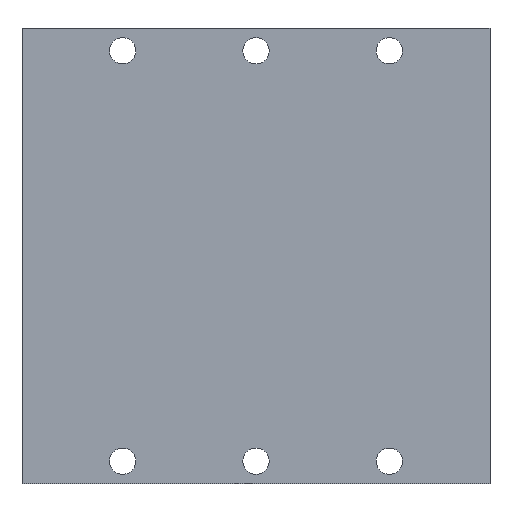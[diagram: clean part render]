
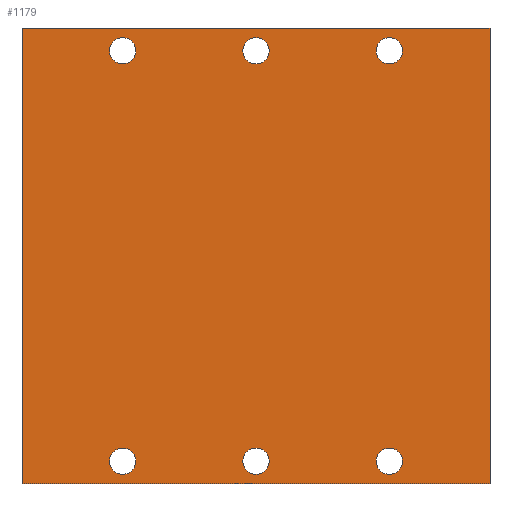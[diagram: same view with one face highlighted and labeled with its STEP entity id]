
A CAD part, front view. The second image highlights one B-rep face of the part: STEP entity #1179.
In plain terms, the highlighted planar face has unit normal (0, -1, 0).
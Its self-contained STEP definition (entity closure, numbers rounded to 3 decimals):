
#1179 = ADVANCED_FACE ( 'NONE', ( #11942, #11949, #11951, #11953, #11943, #11948, #11950 ), #2019, .F. ) ;
#1889 = VERTEX_POINT ( 'NONE', #4276 ) ;
#1890 = VERTEX_POINT ( 'NONE', #4275 ) ;
#1891 = VERTEX_POINT ( 'NONE', #4274 ) ;
#1892 = VERTEX_POINT ( 'NONE', #4273 ) ;
#2018 = CARTESIAN_POINT ( 'NONE',  ( -14.068, -87.525, -3.734 ) ) ;
#2019 = PLANE ( 'NONE',  #10288 ) ;
#2027 = DIRECTION ( 'NONE',  ( 0., 1., 0. ) ) ;
#2028 = DIRECTION ( 'NONE',  ( 0., 0., 1. ) ) ;
#2349 = CARTESIAN_POINT ( 'NONE',  ( 21.05, -87.525, 4.172 ) ) ;
#2350 = VERTEX_POINT ( 'NONE', #2349 ) ;
#2351 = CARTESIAN_POINT ( 'NONE',  ( 37.56, -87.525, 54.972 ) ) ;
#2352 = VERTEX_POINT ( 'NONE', #2351 ) ;
#2353 = CARTESIAN_POINT ( 'NONE',  ( 37.56, -87.525, 4.172 ) ) ;
#2354 = VERTEX_POINT ( 'NONE', #2353 ) ;
#2355 = CARTESIAN_POINT ( 'NONE',  ( 4.54, -87.525, 54.972 ) ) ;
#2356 = VERTEX_POINT ( 'NONE', #2355 ) ;
#2357 = CARTESIAN_POINT ( 'NONE',  ( 4.54, -87.525, 4.172 ) ) ;
#2358 = VERTEX_POINT ( 'NONE', #2357 ) ;
#2359 = CARTESIAN_POINT ( 'NONE',  ( 21.05, -87.525, 54.972 ) ) ;
#2360 = VERTEX_POINT ( 'NONE', #2359 ) ;
#2394 = DIRECTION ( 'NONE',  ( 0., 0., 1. ) ) ;
#2395 = DIRECTION ( 'NONE',  ( 0., -1., 0. ) ) ;
#2398 = DIRECTION ( 'NONE',  ( 0., 0., 1. ) ) ;
#2399 = DIRECTION ( 'NONE',  ( 0., -1., 0. ) ) ;
#2401 = DIRECTION ( 'NONE',  ( 0., 0., 1. ) ) ;
#2402 = DIRECTION ( 'NONE',  ( 0., -1., 0. ) ) ;
#2403 = CARTESIAN_POINT ( 'NONE',  ( 21.05, -87.525, 2.54 ) ) ;
#2404 = DIRECTION ( 'NONE',  ( 0., 0., 1. ) ) ;
#2405 = DIRECTION ( 'NONE',  ( 0., -1., 0. ) ) ;
#2406 = CARTESIAN_POINT ( 'NONE',  ( 37.56, -87.525, 53.34 ) ) ;
#2407 = DIRECTION ( 'NONE',  ( 0., 0., 1. ) ) ;
#2408 = DIRECTION ( 'NONE',  ( 0., -1., 0. ) ) ;
#2409 = CARTESIAN_POINT ( 'NONE',  ( 37.56, -87.525, 2.54 ) ) ;
#2410 = DIRECTION ( 'NONE',  ( 0., 0., 1. ) ) ;
#2411 = DIRECTION ( 'NONE',  ( 0., -1., 0. ) ) ;
#2412 = CARTESIAN_POINT ( 'NONE',  ( 4.54, -87.525, 53.34 ) ) ;
#2417 = DIRECTION ( 'NONE',  ( 0., 0., 1. ) ) ;
#2418 = CARTESIAN_POINT ( 'NONE',  ( -7.906, -87.525, -3.734 ) ) ;
#2419 = DIRECTION ( 'NONE',  ( 1., 0., 0. ) ) ;
#2420 = CARTESIAN_POINT ( 'NONE',  ( 0., -87.525, 56.134 ) ) ;
#2423 = DIRECTION ( 'NONE',  ( 0., 0., -1. ) ) ;
#2424 = CARTESIAN_POINT ( 'NONE',  ( 50.006, -87.525, -3.734 ) ) ;
#2425 = CARTESIAN_POINT ( 'NONE',  ( 21.05, -87.525, 53.34 ) ) ;
#2440 = CARTESIAN_POINT ( 'NONE',  ( 4.54, -87.525, 2.54 ) ) ;
#2443 = DIRECTION ( 'NONE',  ( -1., 0., 0. ) ) ;
#2444 = CARTESIAN_POINT ( 'NONE',  ( 0., -87.525, -0.254 ) ) ;
#4273 = CARTESIAN_POINT ( 'NONE',  ( 50.006, -87.525, 56.134 ) ) ;
#4274 = CARTESIAN_POINT ( 'NONE',  ( -7.906, -87.525, 56.134 ) ) ;
#4275 = CARTESIAN_POINT ( 'NONE',  ( -7.906, -87.525, -0.254 ) ) ;
#4276 = CARTESIAN_POINT ( 'NONE',  ( 50.006, -87.525, -0.254 ) ) ;
#7435 = LINE ( 'NONE', #2444, #7486 ) ;
#7486 = VECTOR ( 'NONE', #2443, 1000. ) ;
#7489 = LINE ( 'NONE', #2424, #7499 ) ;
#7499 = VECTOR ( 'NONE', #2423, 1000. ) ;
#7502 = LINE ( 'NONE', #2420, #7503 ) ;
#7503 = VECTOR ( 'NONE', #2419, 1000. ) ;
#7504 = LINE ( 'NONE', #2418, #7505 ) ;
#7505 = VECTOR ( 'NONE', #2417, 1000. ) ;
#7511 = CIRCLE ( 'NONE', #8311, 1.632 ) ;
#7512 = CIRCLE ( 'NONE', #8314, 1.632 ) ;
#7513 = CIRCLE ( 'NONE', #8315, 1.632 ) ;
#7514 = CIRCLE ( 'NONE', #8316, 1.632 ) ;
#7515 = CIRCLE ( 'NONE', #8317, 1.632 ) ;
#7517 = CIRCLE ( 'NONE', #8318, 1.632 ) ;
#7814 = EDGE_LOOP ( 'NONE', ( #7961 ) ) ;
#7817 = EDGE_LOOP ( 'NONE', ( #7960 ) ) ;
#7818 = EDGE_LOOP ( 'NONE', ( #7959 ) ) ;
#7820 = EDGE_LOOP ( 'NONE', ( #7958 ) ) ;
#7821 = EDGE_LOOP ( 'NONE', ( #7956 ) ) ;
#7822 = EDGE_LOOP ( 'NONE', ( #7955, #7954, #7953, #7952 ) ) ;
#7823 = EDGE_LOOP ( 'NONE', ( #7957 ) ) ;
#7952 = ORIENTED_EDGE ( 'NONE', *, *, #10236, .F. ) ;
#7953 = ORIENTED_EDGE ( 'NONE', *, *, #10228, .F. ) ;
#7954 = ORIENTED_EDGE ( 'NONE', *, *, #10239, .F. ) ;
#7955 = ORIENTED_EDGE ( 'NONE', *, *, #10238, .F. ) ;
#7956 = ORIENTED_EDGE ( 'NONE', *, *, #10242, .F. ) ;
#7957 = ORIENTED_EDGE ( 'NONE', *, *, #10244, .F. ) ;
#7958 = ORIENTED_EDGE ( 'NONE', *, *, #10243, .F. ) ;
#7959 = ORIENTED_EDGE ( 'NONE', *, *, #10245, .F. ) ;
#7960 = ORIENTED_EDGE ( 'NONE', *, *, #10246, .F. ) ;
#7961 = ORIENTED_EDGE ( 'NONE', *, *, #10247, .F. ) ;
#8311 = AXIS2_PLACEMENT_3D ( 'NONE', #2425, #2411, #2410 ) ;
#8314 = AXIS2_PLACEMENT_3D ( 'NONE', #2440, #2408, #2407 ) ;
#8315 = AXIS2_PLACEMENT_3D ( 'NONE', #2412, #2405, #2404 ) ;
#8316 = AXIS2_PLACEMENT_3D ( 'NONE', #2409, #2402, #2401 ) ;
#8317 = AXIS2_PLACEMENT_3D ( 'NONE', #2406, #2399, #2398 ) ;
#8318 = AXIS2_PLACEMENT_3D ( 'NONE', #2403, #2395, #2394 ) ;
#10228 = EDGE_CURVE ( 'NONE', #1889, #1890, #7435, .T. ) ;
#10236 = EDGE_CURVE ( 'NONE', #1892, #1889, #7489, .T. ) ;
#10238 = EDGE_CURVE ( 'NONE', #1891, #1892, #7502, .T. ) ;
#10239 = EDGE_CURVE ( 'NONE', #1890, #1891, #7504, .T. ) ;
#10242 = EDGE_CURVE ( 'NONE', #2360, #2360, #7511, .T. ) ;
#10243 = EDGE_CURVE ( 'NONE', #2358, #2358, #7512, .T. ) ;
#10244 = EDGE_CURVE ( 'NONE', #2356, #2356, #7513, .T. ) ;
#10245 = EDGE_CURVE ( 'NONE', #2354, #2354, #7514, .T. ) ;
#10246 = EDGE_CURVE ( 'NONE', #2352, #2352, #7515, .T. ) ;
#10247 = EDGE_CURVE ( 'NONE', #2350, #2350, #7517, .T. ) ;
#10288 = AXIS2_PLACEMENT_3D ( 'NONE', #2018, #2027, #2028 ) ;
#11942 = FACE_BOUND ( 'NONE', #7814, .T. ) ;
#11943 = FACE_BOUND ( 'NONE', #7823, .T. ) ;
#11948 = FACE_BOUND ( 'NONE', #7821, .T. ) ;
#11949 = FACE_BOUND ( 'NONE', #7817, .T. ) ;
#11950 = FACE_OUTER_BOUND ( 'NONE', #7822, .T. ) ;
#11951 = FACE_BOUND ( 'NONE', #7818, .T. ) ;
#11953 = FACE_BOUND ( 'NONE', #7820, .T. ) ;
